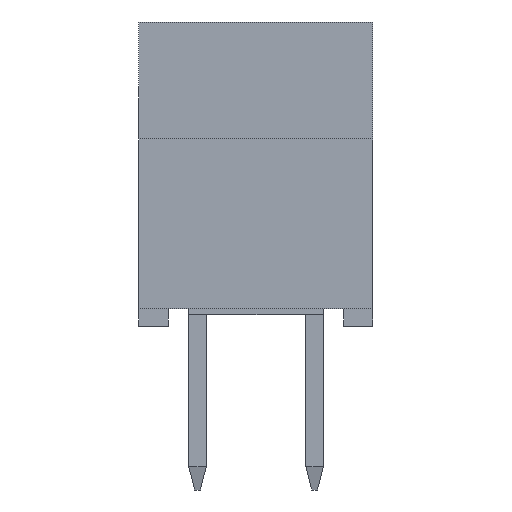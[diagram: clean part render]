
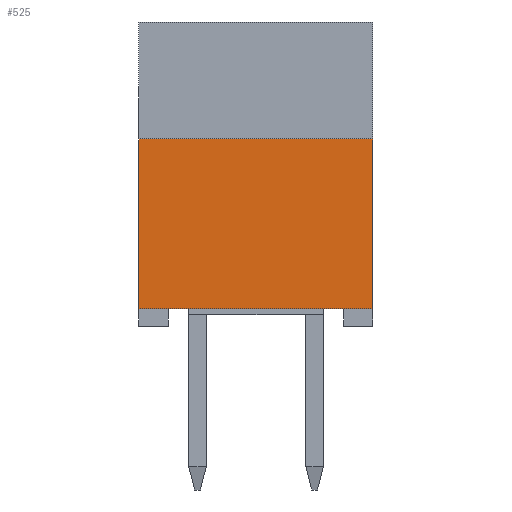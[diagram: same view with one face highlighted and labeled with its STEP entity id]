
A CAD part, left-side view. The second image highlights one B-rep face of the part: STEP entity #525.
In plain terms, the highlighted planar face has unit normal (-1, 0, 0).
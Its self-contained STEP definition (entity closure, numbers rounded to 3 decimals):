
#525 = ADVANCED_FACE( '', ( #1155 ), #1156, .T. );
#1155 = FACE_OUTER_BOUND( '', #1946, .T. );
#1156 = PLANE( '', #1947 );
#1946 = EDGE_LOOP( '', ( #3117, #3118, #3119, #3120 ) );
#1947 = AXIS2_PLACEMENT_3D( '', #3121, #3122, #3123 );
#3117 = ORIENTED_EDGE( '', *, *, #5391, .T. );
#3118 = ORIENTED_EDGE( '', *, *, #5392, .T. );
#3119 = ORIENTED_EDGE( '', *, *, #5393, .T. );
#3120 = ORIENTED_EDGE( '', *, *, #5394, .T. );
#3121 = CARTESIAN_POINT( '', ( -7.05, 0., 0. ) );
#3122 = DIRECTION( '', ( -1., 0., 0. ) );
#3123 = DIRECTION( '', ( 0., 0., 1. ) );
#5391 = EDGE_CURVE( '', #6655, #6656, #6657, .T. );
#5392 = EDGE_CURVE( '', #6656, #6658, #6659, .T. );
#5393 = EDGE_CURVE( '', #6658, #6660, #6661, .T. );
#5394 = EDGE_CURVE( '', #6660, #6655, #6662, .T. );
#6655 = VERTEX_POINT( '', #8415 );
#6656 = VERTEX_POINT( '', #8416 );
#6657 = LINE( '', #8417, #8418 );
#6658 = VERTEX_POINT( '', #8419 );
#6659 = LINE( '', #8420, #8421 );
#6660 = VERTEX_POINT( '', #8422 );
#6661 = LINE( '', #8423, #8424 );
#6662 = LINE( '', #8425, #8426 );
#8415 = CARTESIAN_POINT( '', ( -7.05, -2., -1.45 ) );
#8416 = CARTESIAN_POINT( '', ( -7.05, -2., 1.45 ) );
#8417 = CARTESIAN_POINT( '', ( -7.05, -2., -1.45 ) );
#8418 = VECTOR( '', #10057, 1000. );
#8419 = CARTESIAN_POINT( '', ( -7.05, 2., 1.45 ) );
#8420 = CARTESIAN_POINT( '', ( -7.05, -2., 1.45 ) );
#8421 = VECTOR( '', #10058, 1000. );
#8422 = CARTESIAN_POINT( '', ( -7.05, 2., -1.45 ) );
#8423 = CARTESIAN_POINT( '', ( -7.05, 2., 1.45 ) );
#8424 = VECTOR( '', #10059, 1000. );
#8425 = CARTESIAN_POINT( '', ( -7.05, 2., -1.45 ) );
#8426 = VECTOR( '', #10060, 1000. );
#10057 = DIRECTION( '', ( 0., 0., 1. ) );
#10058 = DIRECTION( '', ( 0., 1., 0. ) );
#10059 = DIRECTION( '', ( 0., 0., -1. ) );
#10060 = DIRECTION( '', ( 0., -1., 0. ) );
